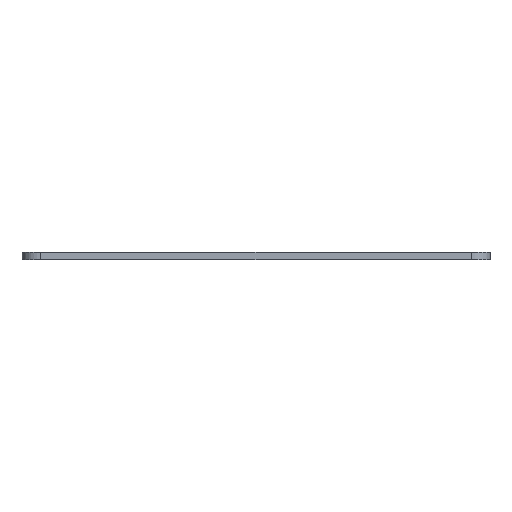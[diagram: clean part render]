
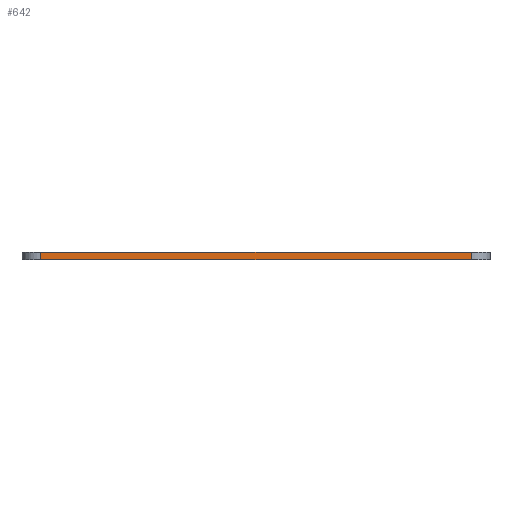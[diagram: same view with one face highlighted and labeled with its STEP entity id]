
A CAD part, left-side view. The second image highlights one B-rep face of the part: STEP entity #642.
In plain terms, the highlighted planar face has unit normal (-1, 0, 0).
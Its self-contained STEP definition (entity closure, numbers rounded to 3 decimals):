
#7 = LINE ( 'NONE', #159, #118 ) ;
#22 = DIRECTION ( 'NONE',  ( 1., 0., 0. ) ) ;
#40 = ORIENTED_EDGE ( 'NONE', *, *, #488, .F. ) ;
#54 = CARTESIAN_POINT ( 'NONE',  ( -50., -46., 0. ) ) ;
#60 = ORIENTED_EDGE ( 'NONE', *, *, #382, .F. ) ;
#97 = LINE ( 'NONE', #123, #246 ) ;
#118 = VECTOR ( 'NONE', #565, 1000. ) ;
#120 = DIRECTION ( 'NONE',  ( 0., -1., 0. ) ) ;
#123 = CARTESIAN_POINT ( 'NONE',  ( -50., -46., 1.6 ) ) ;
#130 = PLANE ( 'NONE',  #652 ) ;
#159 = CARTESIAN_POINT ( 'NONE',  ( -50., 46., 1.6 ) ) ;
#168 = EDGE_CURVE ( 'NONE', #192, #290, #722, .T. ) ;
#184 = DIRECTION ( 'NONE',  ( 0., -1., 0. ) ) ;
#188 = VECTOR ( 'NONE', #669, 1000. ) ;
#190 = CARTESIAN_POINT ( 'NONE',  ( -50., -46., 1.6 ) ) ;
#192 = VERTEX_POINT ( 'NONE', #633 ) ;
#222 = VERTEX_POINT ( 'NONE', #239 ) ;
#239 = CARTESIAN_POINT ( 'NONE',  ( -50., 46., 1.6 ) ) ;
#246 = VECTOR ( 'NONE', #120, 1000. ) ;
#275 = VECTOR ( 'NONE', #184, 1000. ) ;
#290 = VERTEX_POINT ( 'NONE', #54 ) ;
#291 = CARTESIAN_POINT ( 'NONE',  ( -50., -46., 1.6 ) ) ;
#352 = CARTESIAN_POINT ( 'NONE',  ( -50., -46., 1.6 ) ) ;
#354 = LINE ( 'NONE', #291, #188 ) ;
#358 = ORIENTED_EDGE ( 'NONE', *, *, #168, .T. ) ;
#367 = CARTESIAN_POINT ( 'NONE',  ( -50., -46., 0. ) ) ;
#382 = EDGE_CURVE ( 'NONE', #386, #290, #354, .T. ) ;
#386 = VERTEX_POINT ( 'NONE', #352 ) ;
#410 = EDGE_CURVE ( 'NONE', #222, #192, #7, .T. ) ;
#440 = DIRECTION ( 'NONE',  ( 0., 0., -1. ) ) ;
#488 = EDGE_CURVE ( 'NONE', #222, #386, #97, .T. ) ;
#499 = ORIENTED_EDGE ( 'NONE', *, *, #410, .T. ) ;
#513 = EDGE_LOOP ( 'NONE', ( #358, #60, #40, #499 ) ) ;
#565 = DIRECTION ( 'NONE',  ( 0., 0., -1. ) ) ;
#608 = FACE_OUTER_BOUND ( 'NONE', #513, .T. ) ;
#633 = CARTESIAN_POINT ( 'NONE',  ( -50., 46., 0. ) ) ;
#642 = ADVANCED_FACE ( 'NONE', ( #608 ), #130, .F. ) ;
#652 = AXIS2_PLACEMENT_3D ( 'NONE', #190, #22, #440 ) ;
#669 = DIRECTION ( 'NONE',  ( 0., 0., -1. ) ) ;
#722 = LINE ( 'NONE', #367, #275 ) ;
